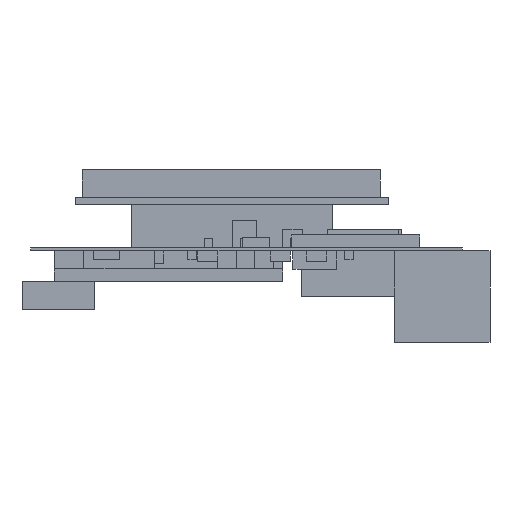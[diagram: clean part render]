
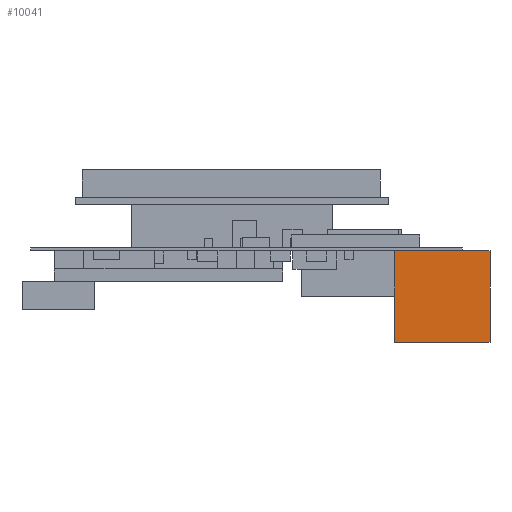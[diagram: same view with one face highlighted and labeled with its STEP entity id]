
A CAD part, left-side view. The second image highlights one B-rep face of the part: STEP entity #10041.
In plain terms, the highlighted planar face has unit normal (-1, 0, 0).
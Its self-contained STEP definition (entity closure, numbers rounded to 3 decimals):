
#10041 = ADVANCED_FACE('',(#10042),#10076,.F.);
#10042 = FACE_BOUND('',#10043,.F.);
#10043 = EDGE_LOOP('',(#10044,#10054,#10062,#10070));
#10044 = ORIENTED_EDGE('',*,*,#10045,.T.);
#10045 = EDGE_CURVE('',#10046,#10048,#10050,.T.);
#10046 = VERTEX_POINT('',#10047);
#10047 = CARTESIAN_POINT('',(-5.134,6.6,0.));
#10048 = VERTEX_POINT('',#10049);
#10049 = CARTESIAN_POINT('',(-5.134,6.6,12.7));
#10050 = LINE('',#10051,#10052);
#10051 = CARTESIAN_POINT('',(-5.134,6.6,0.));
#10052 = VECTOR('',#10053,1.);
#10053 = DIRECTION('',(0.,0.,1.));
#10054 = ORIENTED_EDGE('',*,*,#10055,.T.);
#10055 = EDGE_CURVE('',#10048,#10056,#10058,.T.);
#10056 = VERTEX_POINT('',#10057);
#10057 = CARTESIAN_POINT('',(-5.134,-6.6,12.7));
#10058 = LINE('',#10059,#10060);
#10059 = CARTESIAN_POINT('',(-5.134,6.6,12.7));
#10060 = VECTOR('',#10061,1.);
#10061 = DIRECTION('',(0.,-1.,0.));
#10062 = ORIENTED_EDGE('',*,*,#10063,.F.);
#10063 = EDGE_CURVE('',#10064,#10056,#10066,.T.);
#10064 = VERTEX_POINT('',#10065);
#10065 = CARTESIAN_POINT('',(-5.134,-6.6,0.));
#10066 = LINE('',#10067,#10068);
#10067 = CARTESIAN_POINT('',(-5.134,-6.6,0.));
#10068 = VECTOR('',#10069,1.);
#10069 = DIRECTION('',(0.,0.,1.));
#10070 = ORIENTED_EDGE('',*,*,#10071,.F.);
#10071 = EDGE_CURVE('',#10046,#10064,#10072,.T.);
#10072 = LINE('',#10073,#10074);
#10073 = CARTESIAN_POINT('',(-5.134,6.6,0.));
#10074 = VECTOR('',#10075,1.);
#10075 = DIRECTION('',(0.,-1.,0.));
#10076 = PLANE('',#10077);
#10077 = AXIS2_PLACEMENT_3D('',#10078,#10079,#10080);
#10078 = CARTESIAN_POINT('',(-5.134,6.6,0.));
#10079 = DIRECTION('',(1.,0.,0.));
#10080 = DIRECTION('',(0.,-1.,0.));
